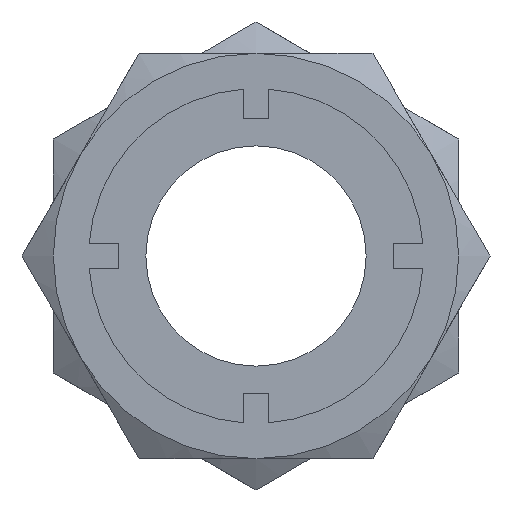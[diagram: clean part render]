
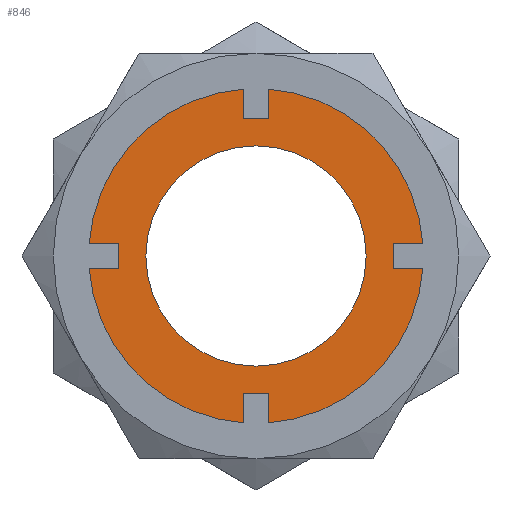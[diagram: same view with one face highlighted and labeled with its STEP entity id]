
A CAD part, left-side view. The second image highlights one B-rep face of the part: STEP entity #846.
In plain terms, the highlighted planar face has unit normal (-1, 0, 0).
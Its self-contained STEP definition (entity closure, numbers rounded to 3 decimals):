
#346=EDGE_CURVE('',#764,#806,#956,.T.);
#348=VERTEX_POINT('',#958);
#350=VERTEX_POINT('',#960);
#374=VERTEX_POINT('',#987);
#380=VERTEX_POINT('',#994);
#386=VERTEX_POINT('',#1001);
#390=VERTEX_POINT('',#1005);
#394=EDGE_CURVE('',#764,#590,#1009,.T.);
#396=EDGE_CURVE('',#554,#350,#1011,.T.);
#404=EDGE_CURVE('',#796,#648,#1021,.T.);
#420=EDGE_CURVE('',#596,#708,#1040,.T.);
#442=EDGE_CURVE('',#590,#684,#1063,.T.);
#490=EDGE_CURVE('',#380,#374,#1119,.T.);
#504=VERTEX_POINT('',#1133);
#554=VERTEX_POINT('',#1189);
#584=EDGE_CURVE('',#732,#390,#1222,.T.);
#590=VERTEX_POINT('',#1228);
#596=VERTEX_POINT('',#1234);
#612=EDGE_CURVE('',#684,#350,#1252,.T.);
#614=EDGE_CURVE('',#348,#816,#1254,.T.);
#616=EDGE_CURVE('',#554,#732,#1256,.T.);
#648=VERTEX_POINT('',#1293);
#684=VERTEX_POINT('',#1330);
#708=VERTEX_POINT('',#1357);
#732=VERTEX_POINT('',#1385);
#740=EDGE_CURVE('',#816,#806,#1394,.T.);
#756=EDGE_CURVE('',#504,#596,#1411,.T.);
#758=EDGE_CURVE('',#374,#380,#1413,.T.);
#762=EDGE_CURVE('',#390,#648,#1417,.T.);
#764=VERTEX_POINT('',#1419);
#796=VERTEX_POINT('',#1459);
#806=VERTEX_POINT('',#1469);
#816=VERTEX_POINT('',#1481);
#846=ADVANCED_FACE('',(#1513,#1514),#1515,.T.);
#868=EDGE_CURVE('',#796,#504,#1539,.T.);
#870=EDGE_CURVE('',#386,#708,#1541,.T.);
#872=EDGE_CURVE('',#386,#348,#1543,.T.);
#956=CIRCLE('',#1637,19.0);
#958=CARTESIAN_POINT('',(-20.0,1.45,-15.6));
#960=CARTESIAN_POINT('',(-20.,-18.945,1.45));
#987=CARTESIAN_POINT('',(-20.,0.,12.5));
#994=CARTESIAN_POINT('',(-20.,0.,-12.5));
#1001=CARTESIAN_POINT('',(-20.,1.45,-18.945));
#1005=CARTESIAN_POINT('',(-20.0,1.45,15.6));
#1009=LINE('',#1744,#1745);
#1011=CIRCLE('',#1748,19.0);
#1021=CIRCLE('',#1761,19.0);
#1040=LINE('',#1785,#1786);
#1063=LINE('',#1835,#1836);
#1119=CIRCLE('',#1931,12.5);
#1133=CARTESIAN_POINT('',(-20.0,15.6,1.45));
#1189=CARTESIAN_POINT('',(-20.,-1.45,18.945));
#1222=LINE('',#2147,#2148);
#1228=CARTESIAN_POINT('',(-20.0,-15.6,-1.45));
#1234=CARTESIAN_POINT('',(-20.0,15.6,-1.45));
#1252=LINE('',#2205,#2206);
#1254=LINE('',#2209,#2210);
#1256=LINE('',#2213,#2214);
#1293=CARTESIAN_POINT('',(-20.,1.45,18.945));
#1330=CARTESIAN_POINT('',(-20.0,-15.6,1.45));
#1357=CARTESIAN_POINT('',(-20.,18.945,-1.45));
#1385=CARTESIAN_POINT('',(-20.0,-1.45,15.6));
#1394=LINE('',#2480,#2481);
#1411=LINE('',#2513,#2514);
#1413=CIRCLE('',#2517,12.5);
#1417=LINE('',#2522,#2523);
#1419=CARTESIAN_POINT('',(-20.,-18.945,-1.45));
#1459=CARTESIAN_POINT('',(-20.,18.945,1.45));
#1469=CARTESIAN_POINT('',(-20.,-1.45,-18.945));
#1481=CARTESIAN_POINT('',(-20.0,-1.45,-15.6));
#1513=FACE_BOUND('',#2725,.T.);
#1514=FACE_OUTER_BOUND('',#2726,.T.);
#1515=PLANE('',#2727);
#1539=LINE('',#2784,#2785);
#1541=CIRCLE('',#2788,19.0);
#1543=LINE('',#2791,#2792);
#1637=AXIS2_PLACEMENT_3D('',#2901,#2902,#2903);
#1744=CARTESIAN_POINT('',(-20.,-7.8,-1.45));
#1745=VECTOR('',#2947,1.0);
#1748=AXIS2_PLACEMENT_3D('',#2948,#2949,#2950);
#1761=AXIS2_PLACEMENT_3D('',#2966,#2967,#2968);
#1785=CARTESIAN_POINT('',(-20.,9.5,-1.45));
#1786=VECTOR('',#2996,1.0);
#1835=CARTESIAN_POINT('',(-20.,-15.6,8.6));
#1836=VECTOR('',#3014,1.0);
#1931=AXIS2_PLACEMENT_3D('',#3088,#3089,#3090);
#2147=CARTESIAN_POINT('',(-20.,0.725,15.6));
#2148=VECTOR('',#3201,1.0);
#2205=CARTESIAN_POINT('',(-20.,-9.5,1.45));
#2206=VECTOR('',#3233,1.0);
#2209=CARTESIAN_POINT('',(-20.,-0.725,-15.6));
#2210=VECTOR('',#3234,1.0);
#2213=CARTESIAN_POINT('',(-20.,-1.45,15.675));
#2214=VECTOR('',#3235,1.0);
#2480=CARTESIAN_POINT('',(-20.,-1.45,-1.625));
#2481=VECTOR('',#3386,1.0);
#2513=CARTESIAN_POINT('',(-20.,15.6,7.15));
#2514=VECTOR('',#3397,1.0);
#2517=AXIS2_PLACEMENT_3D('',#3398,#3399,#3400);
#2522=CARTESIAN_POINT('',(-20.,1.45,17.375));
#2523=VECTOR('',#3401,1.0);
#2725=EDGE_LOOP('',(#3524,#3525));
#2726=EDGE_LOOP('',(#3526,#3527,#3528,#3529,#3530,#3531,#3532,#3533,#3534,#3535,#3536,#3537,#3538,#3539,#3540,#3541));
#2727=AXIS2_PLACEMENT_3D('',#3542,#3543,#3544);
#2784=CARTESIAN_POINT('',(-20.,7.8,1.45));
#2785=VECTOR('',#3561,1.0);
#2788=AXIS2_PLACEMENT_3D('',#3562,#3563,#3564);
#2791=CARTESIAN_POINT('',(-20.,1.45,0.075));
#2792=VECTOR('',#3565,1.0);
#2901=CARTESIAN_POINT('',(-20.,0.,0.));
#2902=DIRECTION('',(1.0,0.0,-0.0));
#2903=DIRECTION('',(0.0,0.,1.0));
#2947=DIRECTION('',(0.0,1.0,0.0));
#2948=CARTESIAN_POINT('',(-20.,0.,0.));
#2949=DIRECTION('',(1.0,0.0,-0.0));
#2950=DIRECTION('',(0.0,0.,1.0));
#2966=CARTESIAN_POINT('',(-20.,0.,0.));
#2967=DIRECTION('',(1.0,0.0,-0.0));
#2968=DIRECTION('',(0.0,0.,1.0));
#2996=DIRECTION('',(0.0,1.0,0.0));
#3014=DIRECTION('',(0.0,0.0,1.0));
#3088=CARTESIAN_POINT('',(-20.,0.,0.));
#3089=DIRECTION('',(1.0,0.0,-0.0));
#3090=DIRECTION('',(0.0,0.,1.0));
#3201=DIRECTION('',(0.0,1.0,0.0));
#3233=DIRECTION('',(0.0,-1.0,0.0));
#3234=DIRECTION('',(0.0,-1.0,0.0));
#3235=DIRECTION('',(0.0,0.0,-1.0));
#3386=DIRECTION('',(0.0,0.0,-1.0));
#3397=DIRECTION('',(0.0,0.0,-1.0));
#3398=CARTESIAN_POINT('',(-20.,0.,0.));
#3399=DIRECTION('',(1.0,0.0,-0.0));
#3400=DIRECTION('',(0.0,0.,1.0));
#3401=DIRECTION('',(0.0,0.0,1.0));
#3524=ORIENTED_EDGE('',*,*,#758,.T.);
#3525=ORIENTED_EDGE('',*,*,#490,.T.);
#3526=ORIENTED_EDGE('',*,*,#394,.T.);
#3527=ORIENTED_EDGE('',*,*,#442,.T.);
#3528=ORIENTED_EDGE('',*,*,#612,.T.);
#3529=ORIENTED_EDGE('',*,*,#396,.F.);
#3530=ORIENTED_EDGE('',*,*,#616,.T.);
#3531=ORIENTED_EDGE('',*,*,#584,.T.);
#3532=ORIENTED_EDGE('',*,*,#762,.T.);
#3533=ORIENTED_EDGE('',*,*,#404,.F.);
#3534=ORIENTED_EDGE('',*,*,#868,.T.);
#3535=ORIENTED_EDGE('',*,*,#756,.T.);
#3536=ORIENTED_EDGE('',*,*,#420,.T.);
#3537=ORIENTED_EDGE('',*,*,#870,.F.);
#3538=ORIENTED_EDGE('',*,*,#872,.T.);
#3539=ORIENTED_EDGE('',*,*,#614,.T.);
#3540=ORIENTED_EDGE('',*,*,#740,.T.);
#3541=ORIENTED_EDGE('',*,*,#346,.F.);
#3542=CARTESIAN_POINT('',(-20.,0.,15.75));
#3543=DIRECTION('',(-1.0,-0.0,0.0));
#3544=DIRECTION('',(0.0,0.,-1.0));
#3561=DIRECTION('',(0.0,-1.0,0.0));
#3562=CARTESIAN_POINT('',(-20.,0.,0.));
#3563=DIRECTION('',(1.0,0.0,-0.0));
#3564=DIRECTION('',(0.0,0.,1.0));
#3565=DIRECTION('',(0.0,0.0,1.0));
